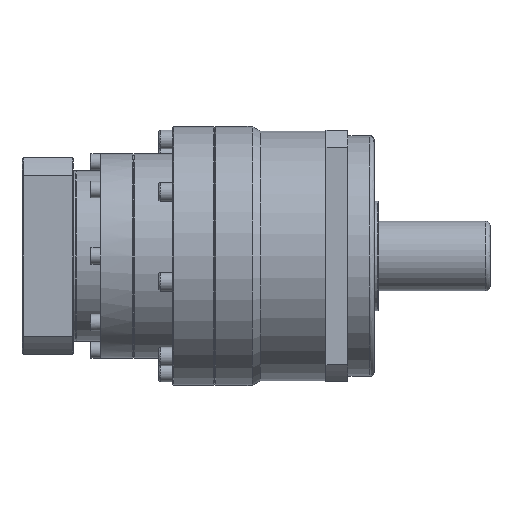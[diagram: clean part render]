
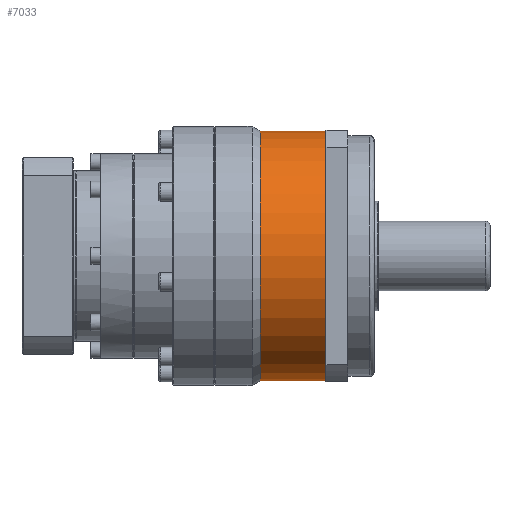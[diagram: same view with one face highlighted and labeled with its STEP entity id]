
A CAD part, front view. The second image highlights one B-rep face of the part: STEP entity #7033.
In plain terms, the highlighted cylindrical face has radius 57 mm (diameter 114 mm), a partial arc.
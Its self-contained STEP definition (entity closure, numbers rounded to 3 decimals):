
#773 = ORIENTED_EDGE ( 'NONE', *, *, #15820, .T. ) ;
#1463 = ORIENTED_EDGE ( 'NONE', *, *, #4672, .T. ) ;
#1481 = CARTESIAN_POINT ( 'NONE',  ( -75., 0., 57. ) ) ;
#1697 = VERTEX_POINT ( 'NONE', #1481 ) ;
#1704 = CYLINDRICAL_SURFACE ( 'NONE', #12097, 57. ) ;
#1774 = CARTESIAN_POINT ( 'NONE',  ( -90., 0., 0. ) ) ;
#2713 = VECTOR ( 'NONE', #21334, 1000. ) ;
#4183 = EDGE_LOOP ( 'NONE', ( #12326, #1463, #20565, #773 ) ) ;
#4672 = EDGE_CURVE ( 'NONE', #20821, #1697, #6268, .T. ) ;
#5155 = CARTESIAN_POINT ( 'NONE',  ( -90., 0., -57. ) ) ;
#6268 = CIRCLE ( 'NONE', #11800, 57. ) ;
#7033 = ADVANCED_FACE ( 'NONE', ( #8208 ), #1704, .T. ) ;
#8208 = FACE_OUTER_BOUND ( 'NONE', #4183, .T. ) ;
#8826 = CARTESIAN_POINT ( 'NONE',  ( -90., 0., 57. ) ) ;
#8908 = CARTESIAN_POINT ( 'NONE',  ( -105., 0., 0. ) ) ;
#10727 = DIRECTION ( 'NONE',  ( 0., 0., 1. ) ) ;
#11713 = CARTESIAN_POINT ( 'NONE',  ( -75., 0., -57. ) ) ;
#11800 = AXIS2_PLACEMENT_3D ( 'NONE', #12751, #13058, #13295 ) ;
#12097 = AXIS2_PLACEMENT_3D ( 'NONE', #1774, #12572, #21632 ) ;
#12326 = ORIENTED_EDGE ( 'NONE', *, *, #15750, .F. ) ;
#12572 = DIRECTION ( 'NONE',  ( -1., 0., 0. ) ) ;
#12751 = CARTESIAN_POINT ( 'NONE',  ( -75., 0., 0. ) ) ;
#13058 = DIRECTION ( 'NONE',  ( -1., 0., 0. ) ) ;
#13295 = DIRECTION ( 'NONE',  ( 0., 0., 1. ) ) ;
#14770 = CIRCLE ( 'NONE', #22399, 57. ) ;
#15750 = EDGE_CURVE ( 'NONE', #20821, #15770, #16477, .T. ) ;
#15770 = VERTEX_POINT ( 'NONE', #21345 ) ;
#15820 = EDGE_CURVE ( 'NONE', #18960, #15770, #14770, .T. ) ;
#15896 = DIRECTION ( 'NONE',  ( -1., 0., 0. ) ) ;
#16477 = LINE ( 'NONE', #5155, #21279 ) ;
#16531 = LINE ( 'NONE', #8826, #2713 ) ;
#16834 = CARTESIAN_POINT ( 'NONE',  ( -105., 0., 57. ) ) ;
#18960 = VERTEX_POINT ( 'NONE', #16834 ) ;
#20565 = ORIENTED_EDGE ( 'NONE', *, *, #22711, .T. ) ;
#20821 = VERTEX_POINT ( 'NONE', #11713 ) ;
#21279 = VECTOR ( 'NONE', #15896, 1000. ) ;
#21334 = DIRECTION ( 'NONE',  ( -1., 0., 0. ) ) ;
#21345 = CARTESIAN_POINT ( 'NONE',  ( -105., 0., -57. ) ) ;
#21521 = DIRECTION ( 'NONE',  ( 1., 0., 0. ) ) ;
#21632 = DIRECTION ( 'NONE',  ( 0., 0., 1. ) ) ;
#22399 = AXIS2_PLACEMENT_3D ( 'NONE', #8908, #21521, #10727 ) ;
#22711 = EDGE_CURVE ( 'NONE', #1697, #18960, #16531, .T. ) ;
